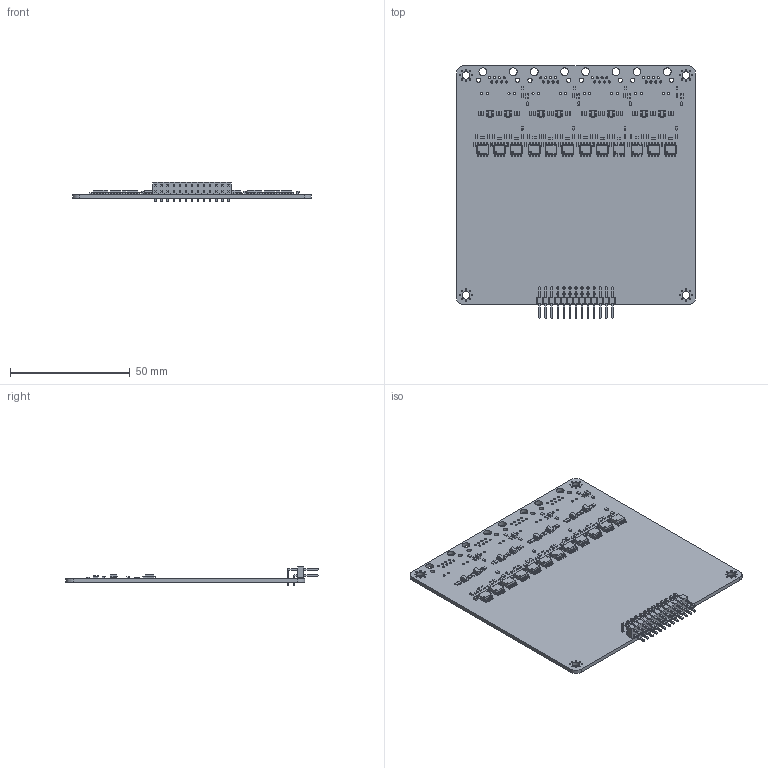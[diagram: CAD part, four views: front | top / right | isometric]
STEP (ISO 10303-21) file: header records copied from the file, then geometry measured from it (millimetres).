
FILE_DESCRIPTION(('KiCad electronic assembly'),'2;1');
FILE_NAME('rioctrl-quadenc4.step','2024-08-29T22:42:39',('Pcbnew'),( 'Kicad'),'Open CASCADE STEP processor 7.7','KiCad to STEP converter' ,'Unknown');
FILE_SCHEMA(('AUTOMOTIVE_DESIGN { 1 0 10303 214 1 1 1 1 }'));
Length unit declared in the file: millimetre
Products named in the file (18): rioctrl-quadenc4 1; C_0603_1608Metric; R_0603_1608Metric; SOT-23-6; SOT_23_6; SOIC-8_3.9x4.9mm_P1.27mm; SOIC_8_39x49mm_P127mm; C_0805_2012Metric; D_SOD-523; D_SOD_523; PinHeader_2x13_P2.54mm_Horizontal; PinHeader_2x13_P254mm_Horizontal; L_0603_1608Metric; rioctrl-quadenc4_PCB
Assembly tree (122 placements, depth 3):
  rioctrl-quadenc4 1
    C_0603_1608Metric  x12
      C_0603_1608Metric
    R_0603_1608Metric  x64
      R_0603_1608Metric
    SOT-23-6  x8
      SOT_23_6
    SOIC-8_3.9x4.9mm_P1.27mm  x12
      SOIC_8_39x49mm_P127mm
    C_0805_2012Metric  x4
      C_0805_2012Metric
    D_SOD-523  x8
      D_SOD_523
    PinHeader_2x13_P2.54mm_Horizontal
      PinHeader_2x13_P254mm_Horizontal
    L_0603_1608Metric  x4
      L_0603_1608Metric
    rioctrl-quadenc4_PCB
Bounding box: 100 x 105.58 x 8.08 mm (x, y, z)
Volume: 16759.1 mm3; surface area: 24094.7 mm2
Topology: 114 solids, 114 shells, 6068 faces, 15568 edges, 9840 vertices
Faces by surface type: plane 3868, cylinder 1496, bspline 704
Full cylindrical faces by diameter (mm): 0.5 x32, 0.6 x12, 0.89 x48, 1 x26, 1.8 x8, 3.2 x4, 3.25 x8
Entity records: 43676 total; most frequent: CARTESIAN_POINT 6475, ORIENTED_EDGE 5962, DIRECTION 5883, EDGE_CURVE 2981, LINE 2391, VECTOR 2391, VERTEX_POINT 1878, AXIS2_PLACEMENT_3D 1746
